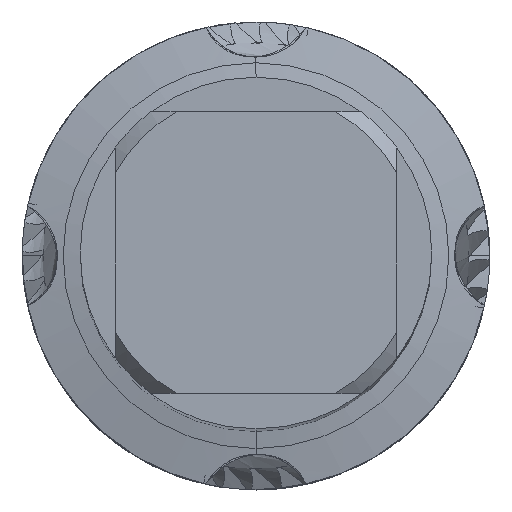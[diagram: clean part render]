
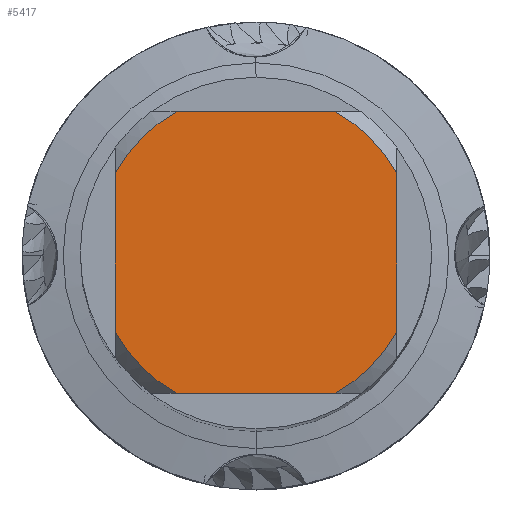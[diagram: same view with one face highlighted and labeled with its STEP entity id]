
A CAD part, top view. The second image highlights one B-rep face of the part: STEP entity #5417.
In plain terms, the highlighted planar face has unit normal (0, 0, 1).
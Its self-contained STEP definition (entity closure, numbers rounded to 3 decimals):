
#2125=VERTEX_POINT('',#5923);
#2845=EDGE_CURVE('',#5597,#3711,#6704,.T.);
#3099=VERTEX_POINT('',#6986);
#3303=EDGE_CURVE('',#4047,#3711,#7212,.T.);
#3315=EDGE_CURVE('',#3859,#3877,#7224,.T.);
#3431=EDGE_CURVE('',#4047,#2125,#7348,.T.);
#3711=VERTEX_POINT('',#7647);
#3859=VERTEX_POINT('',#7813);
#3877=VERTEX_POINT('',#7831);
#3979=EDGE_CURVE('',#3099,#3877,#7947,.T.);
#4047=VERTEX_POINT('',#8019);
#4495=EDGE_CURVE('',#5597,#5481,#8513,.T.);
#5151=EDGE_CURVE('',#3099,#2125,#9222,.T.);
#5417=ADVANCED_FACE('',(#9507),#9508,.T.);
#5481=VERTEX_POINT('',#9578);
#5535=EDGE_CURVE('',#3859,#5481,#9638,.T.);
#5597=VERTEX_POINT('',#9703);
#5923=CARTESIAN_POINT('',(-5.679,10.0,0.0));
#6704=LINE('',#13004,#13005);
#6986=CARTESIAN_POINT('',(-10.0,5.679,0.0));
#7212=CIRCLE('',#14128,11.5);
#7224=CIRCLE('',#14167,11.5);
#7348=LINE('',#14507,#14508);
#7647=CARTESIAN_POINT('',(10.0,5.679,0.0));
#7813=CARTESIAN_POINT('',(-5.679,-10.0,0.0));
#7831=CARTESIAN_POINT('',(-10.0,-5.679,0.0));
#7947=LINE('',#16365,#16366);
#8019=CARTESIAN_POINT('',(5.679,10.0,0.0));
#8513=CIRCLE('',#18045,11.5);
#9222=CIRCLE('',#19832,11.5);
#9507=FACE_OUTER_BOUND('',#20532,.T.);
#9508=PLANE('',#20533);
#9578=CARTESIAN_POINT('',(5.679,-10.0,0.0));
#9638=LINE('',#21126,#21127);
#9703=CARTESIAN_POINT('',(10.0,-5.679,0.0));
#13004=CARTESIAN_POINT('',(10.0,2.875,0.0));
#13005=VECTOR('',#22661,1.0);
#14128=AXIS2_PLACEMENT_3D('',#23220,#23221,#23222);
#14167=AXIS2_PLACEMENT_3D('',#23223,#23224,#23225);
#14507=CARTESIAN_POINT('',(0.0,10.0,0.0));
#14508=VECTOR('',#23329,1.0);
#16365=CARTESIAN_POINT('',(-10.0,2.875,0.0));
#16366=VECTOR('',#24014,1.0);
#18045=AXIS2_PLACEMENT_3D('',#24723,#24724,#24725);
#19832=AXIS2_PLACEMENT_3D('',#25531,#25532,#25533);
#20532=EDGE_LOOP('',(#25788,#25789,#25790,#25791,#25792,#25793,#25794,#25795));
#20533=AXIS2_PLACEMENT_3D('',#25796,#25797,#25798);
#21126=CARTESIAN_POINT('',(0.0,-10.0,0.0));
#21127=VECTOR('',#25940,1.0);
#22661=DIRECTION('',(-0.0,1.0,0.0));
#23220=CARTESIAN_POINT('',(0.0,0.0,0.0));
#23221=DIRECTION('',(0.0,0.0,-1.0));
#23222=DIRECTION('',(0.0,1.0,0.0));
#23223=CARTESIAN_POINT('',(0.0,0.0,0.0));
#23224=DIRECTION('',(0.0,0.0,-1.0));
#23225=DIRECTION('',(0.0,1.0,0.0));
#23329=DIRECTION('',(-1.0,0.0,0.0));
#24014=DIRECTION('',(-0.0,-1.0,0.0));
#24723=CARTESIAN_POINT('',(0.0,0.0,0.0));
#24724=DIRECTION('',(0.0,0.0,-1.0));
#24725=DIRECTION('',(0.0,1.0,0.0));
#25531=CARTESIAN_POINT('',(0.0,0.0,0.0));
#25532=DIRECTION('',(0.0,0.0,-1.0));
#25533=DIRECTION('',(0.0,1.0,0.0));
#25788=ORIENTED_EDGE('',*,*,#3979,.T.);
#25789=ORIENTED_EDGE('',*,*,#3315,.F.);
#25790=ORIENTED_EDGE('',*,*,#5535,.T.);
#25791=ORIENTED_EDGE('',*,*,#4495,.F.);
#25792=ORIENTED_EDGE('',*,*,#2845,.T.);
#25793=ORIENTED_EDGE('',*,*,#3303,.F.);
#25794=ORIENTED_EDGE('',*,*,#3431,.T.);
#25795=ORIENTED_EDGE('',*,*,#5151,.F.);
#25796=CARTESIAN_POINT('',(0.0,5.75,0.0));
#25797=DIRECTION('',(-0.0,0.0,1.0));
#25798=DIRECTION('',(0.0,-1.0,0.0));
#25940=DIRECTION('',(1.0,0.0,0.0));
